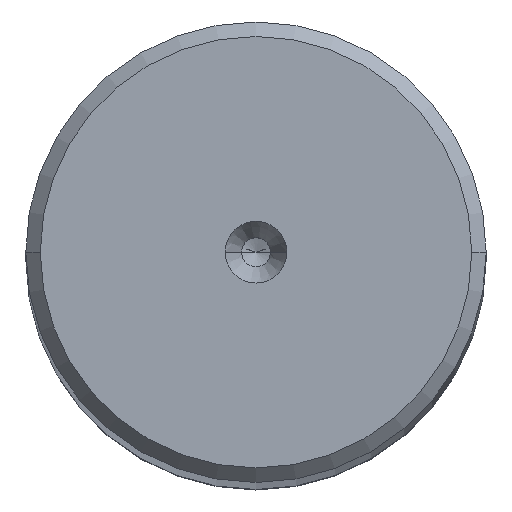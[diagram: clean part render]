
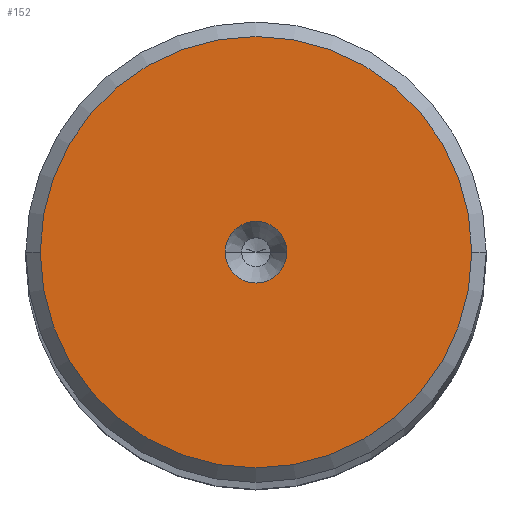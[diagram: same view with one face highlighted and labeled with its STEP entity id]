
A CAD part, top view. The second image highlights one B-rep face of the part: STEP entity #152.
In plain terms, the highlighted planar face has unit normal (0, 0, 1).
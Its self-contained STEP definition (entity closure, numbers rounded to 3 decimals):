
#38=FACE_BOUND('',#241,.T.);
#39=FACE_BOUND('',#242,.T.);
#106=PLANE('',#859);
#152=ADVANCED_FACE('',(#38,#39),#106,.F.);
#241=EDGE_LOOP('',(#410,#411,#412,#413));
#242=EDGE_LOOP('',(#414,#415));
#410=ORIENTED_EDGE('',*,*,#585,.T.);
#411=ORIENTED_EDGE('',*,*,#582,.T.);
#412=ORIENTED_EDGE('',*,*,#581,.T.);
#413=ORIENTED_EDGE('',*,*,#586,.T.);
#414=ORIENTED_EDGE('',*,*,#587,.T.);
#415=ORIENTED_EDGE('',*,*,#588,.T.);
#492=VERTEX_POINT('',#1317);
#493=VERTEX_POINT('',#1318);
#494=VERTEX_POINT('',#1320);
#495=VERTEX_POINT('',#1325);
#496=VERTEX_POINT('',#1329);
#497=VERTEX_POINT('',#1330);
#581=EDGE_CURVE('',#492,#493,#689,.T.);
#582=EDGE_CURVE('',#494,#492,#690,.T.);
#585=EDGE_CURVE('',#495,#494,#691,.T.);
#586=EDGE_CURVE('',#493,#495,#692,.T.);
#587=EDGE_CURVE('',#496,#497,#693,.T.);
#588=EDGE_CURVE('',#497,#496,#694,.T.);
#689=CIRCLE('',#851,14.875);
#690=CIRCLE('',#852,14.875);
#691=CIRCLE('',#854,14.875);
#692=CIRCLE('',#855,14.875);
#693=CIRCLE('',#857,2.125);
#694=CIRCLE('',#858,2.125);
#851=AXIS2_PLACEMENT_3D('',#1316,#1095,#1096);
#852=AXIS2_PLACEMENT_3D('',#1319,#1097,#1098);
#854=AXIS2_PLACEMENT_3D('',#1324,#1103,#1104);
#855=AXIS2_PLACEMENT_3D('',#1326,#1105,#1106);
#857=AXIS2_PLACEMENT_3D('',#1328,#1109,#1110);
#858=AXIS2_PLACEMENT_3D('',#1331,#1111,#1112);
#859=AXIS2_PLACEMENT_3D('',#1332,#1113,#1114);
#1095=DIRECTION('',(0.,0.,1.));
#1096=DIRECTION('',(0.,-1.,0.));
#1097=DIRECTION('',(0.,0.,1.));
#1098=DIRECTION('',(-1.,0.,0.));
#1103=DIRECTION('',(0.,0.,1.));
#1104=DIRECTION('',(0.,1.,0.));
#1105=DIRECTION('',(0.,0.,1.));
#1106=DIRECTION('',(1.,0.,0.));
#1109=DIRECTION('',(0.,0.,-1.));
#1110=DIRECTION('',(-1.,0.,0.));
#1111=DIRECTION('',(0.,0.,-1.));
#1112=DIRECTION('',(1.,0.,0.));
#1113=DIRECTION('',(0.,0.,-1.));
#1114=DIRECTION('',(1.,0.,0.));
#1316=CARTESIAN_POINT('',(0.,0.,0.));
#1317=CARTESIAN_POINT('',(0.,-14.875,0.));
#1318=CARTESIAN_POINT('',(14.875,0.,0.));
#1319=CARTESIAN_POINT('',(0.,0.,0.));
#1320=CARTESIAN_POINT('',(-14.875,0.,0.));
#1324=CARTESIAN_POINT('',(0.,0.,0.));
#1325=CARTESIAN_POINT('',(0.,14.875,0.));
#1326=CARTESIAN_POINT('',(0.,0.,0.));
#1328=CARTESIAN_POINT('',(0.,0.,0.));
#1329=CARTESIAN_POINT('',(-2.125,0.,0.));
#1330=CARTESIAN_POINT('',(2.125,0.,0.));
#1331=CARTESIAN_POINT('',(0.,0.,0.));
#1332=CARTESIAN_POINT('',(0.,0.,0.));
